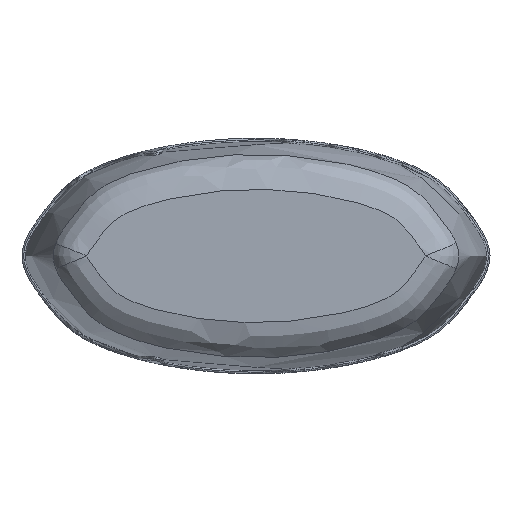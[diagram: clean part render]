
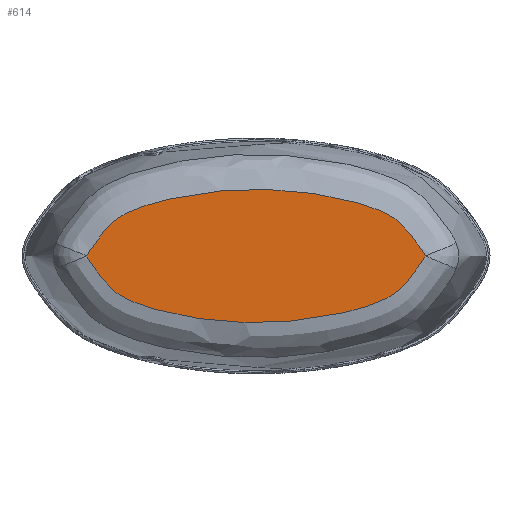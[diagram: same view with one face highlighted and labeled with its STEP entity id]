
A CAD part, front view. The second image highlights one B-rep face of the part: STEP entity #614.
In plain terms, the highlighted free-form (B-spline) face has degree [1, 1] with [2, 2] control points.
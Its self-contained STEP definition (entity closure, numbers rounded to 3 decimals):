
#614 = ADVANCED_FACE('',(#615),#699,.F.);
#615 = FACE_BOUND('',#616,.T.);
#616 = EDGE_LOOP('',(#617,#660));
#617 = ORIENTED_EDGE('',*,*,#618,.F.);
#618 = EDGE_CURVE('',#619,#621,#623,.T.);
#619 = VERTEX_POINT('',#620);
#620 = CARTESIAN_POINT('',(-22.921,0.058,
    0.));
#621 = VERTEX_POINT('',#622);
#622 = CARTESIAN_POINT('',(22.921,0.058,
    0.));
#623 = B_SPLINE_CURVE_WITH_KNOTS('',3,(#624,#625,#626,#627,#628,#629,
    #630,#631,#632,#633,#634,#635,#636,#637,#638,#639,#640,#641,#642,
    #643,#644,#645,#646,#647,#648,#649,#650,#651,#652,#653,#654,#655,
    #656,#657,#658,#659),.UNSPECIFIED.,.F.,.F.,(4,1,1,1,1,2,1,1,1,2,1,1,
    1,1,2,1,1,1,1,2,1,1,1,2,1,1,1,1,4),(0.011,
    0.026,0.042,0.072,
    0.133,0.255,0.366,0.433,
    0.522,0.61,0.707,0.804,
    0.998,1.386,2.162,2.937,
    3.325,3.518,3.615,3.712,
    3.801,3.89,3.957,4.068,
    4.19,4.251,4.281,4.297,
    4.312),.UNSPECIFIED.);
#624 = CARTESIAN_POINT('',(-22.921,0.058,
    0.));
#625 = CARTESIAN_POINT('',(-22.898,0.058,
    0.057));
#626 = CARTESIAN_POINT('',(-22.847,0.058,
    0.168));
#627 = CARTESIAN_POINT('',(-22.733,0.058,
    0.385));
#628 = CARTESIAN_POINT('',(-22.515,0.058,
    0.752));
#629 = CARTESIAN_POINT('',(-22.029,0.058,
    1.459));
#630 = CARTESIAN_POINT('',(-21.575,0.058,
    2.042));
#631 = CARTESIAN_POINT('',(-21.002,0.058,
    2.781));
#632 = CARTESIAN_POINT('',(-20.565,0.058,
    3.347));
#633 = CARTESIAN_POINT('',(-19.871,0.058,
    4.16));
#634 = CARTESIAN_POINT('',(-19.161,0.058,
    4.841));
#635 = CARTESIAN_POINT('',(-18.56,0.058,
    5.246));
#636 = CARTESIAN_POINT('',(-17.909,0.058,
    5.627));
#637 = CARTESIAN_POINT('',(-17.204,0.058,
    5.982));
#638 = CARTESIAN_POINT('',(-15.769,0.058,
    6.579));
#639 = CARTESIAN_POINT('',(-13.176,0.058,
    7.435));
#640 = CARTESIAN_POINT('',(-7.826,0.058,
    8.625));
#641 = CARTESIAN_POINT('',(-3.148,0.058,
    9.033));
#642 = CARTESIAN_POINT('',(3.142,0.058,
    9.035));
#643 = CARTESIAN_POINT('',(7.852,0.058,
    8.621));
#644 = CARTESIAN_POINT('',(13.177,0.058,
    7.435));
#645 = CARTESIAN_POINT('',(15.767,0.058,
    6.58));
#646 = CARTESIAN_POINT('',(17.203,0.058,
    5.983));
#647 = CARTESIAN_POINT('',(17.91,0.058,
    5.627));
#648 = CARTESIAN_POINT('',(18.561,0.058,
    5.246));
#649 = CARTESIAN_POINT('',(19.16,0.058,
    4.842));
#650 = CARTESIAN_POINT('',(19.87,0.058,
    4.161));
#651 = CARTESIAN_POINT('',(20.565,0.058,
    3.347));
#652 = CARTESIAN_POINT('',(21.002,0.058,
    2.782));
#653 = CARTESIAN_POINT('',(21.575,0.058,
    2.041));
#654 = CARTESIAN_POINT('',(22.028,0.058,
    1.46));
#655 = CARTESIAN_POINT('',(22.513,0.058,
    0.754));
#656 = CARTESIAN_POINT('',(22.733,0.058,
    0.385));
#657 = CARTESIAN_POINT('',(22.847,0.058,
    0.168));
#658 = CARTESIAN_POINT('',(22.898,0.058,
    0.057));
#659 = CARTESIAN_POINT('',(22.921,0.058,
    0.));
#660 = ORIENTED_EDGE('',*,*,#661,.F.);
#661 = EDGE_CURVE('',#621,#619,#662,.T.);
#662 = B_SPLINE_CURVE_WITH_KNOTS('',3,(#663,#664,#665,#666,#667,#668,
    #669,#670,#671,#672,#673,#674,#675,#676,#677,#678,#679,#680,#681,
    #682,#683,#684,#685,#686,#687,#688,#689,#690,#691,#692,#693,#694,
    #695,#696,#697,#698),.UNSPECIFIED.,.F.,.F.,(4,1,1,1,1,2,1,1,2,1,1,1,
    1,1,1,1,1,1,1,1,2,1,1,1,2,1,1,1,1,4),(0.02,
    0.048,0.077,0.133,0.245,
    0.47,0.799,0.922,1.127,
    1.307,1.487,1.846,2.564,
    3.462,3.821,4.,5.436,
    6.155,6.514,6.648,6.873,
    7.037,7.201,7.324,7.53,
    7.755,7.867,7.923,7.952,
    7.98),.UNSPECIFIED.);
#663 = CARTESIAN_POINT('',(22.921,0.058,
    0.));
#664 = CARTESIAN_POINT('',(22.898,0.058,
    -0.057));
#665 = CARTESIAN_POINT('',(22.847,0.058,
    -0.168));
#666 = CARTESIAN_POINT('',(22.733,0.058,
    -0.385));
#667 = CARTESIAN_POINT('',(22.513,0.058,
    -0.754));
#668 = CARTESIAN_POINT('',(22.027,0.058,
    -1.46));
#669 = CARTESIAN_POINT('',(21.576,0.058,
    -2.041));
#670 = CARTESIAN_POINT('',(20.836,0.058,
    -2.992));
#671 = CARTESIAN_POINT('',(20.242,0.058,
    -3.779));
#672 = CARTESIAN_POINT('',(19.224,0.058,
    -4.79));
#673 = CARTESIAN_POINT('',(18.635,0.058,
    -5.202));
#674 = CARTESIAN_POINT('',(17.912,0.058,
    -5.626));
#675 = CARTESIAN_POINT('',(17.213,0.058,
    -5.978));
#676 = CARTESIAN_POINT('',(15.767,0.058,
    -6.581));
#677 = CARTESIAN_POINT('',(13.17,0.058,
    -7.435));
#678 = CARTESIAN_POINT('',(8.97,0.058,
    -8.375));
#679 = CARTESIAN_POINT('',(4.688,0.058,
    -8.882));
#680 = CARTESIAN_POINT('',(1.564,0.058,
    -9.023));
#681 = CARTESIAN_POINT('',(-2.736,0.058,
    -9.067));
#682 = CARTESIAN_POINT('',(-7.822,0.058,
    -8.627));
#683 = CARTESIAN_POINT('',(-13.17,0.058,
    -7.437));
#684 = CARTESIAN_POINT('',(-15.675,0.058,
    -6.611));
#685 = CARTESIAN_POINT('',(-17.124,0.058,
    -6.018));
#686 = CARTESIAN_POINT('',(-17.827,0.058,
    -5.675));
#687 = CARTESIAN_POINT('',(-18.558,0.058,
    -5.247));
#688 = CARTESIAN_POINT('',(-19.154,0.058,
    -4.846));
#689 = CARTESIAN_POINT('',(-19.867,0.058,
    -4.165));
#690 = CARTESIAN_POINT('',(-20.564,0.058,
    -3.348));
#691 = CARTESIAN_POINT('',(-21.001,0.058,
    -2.782));
#692 = CARTESIAN_POINT('',(-21.575,0.058,
    -2.041));
#693 = CARTESIAN_POINT('',(-22.027,0.058,
    -1.461));
#694 = CARTESIAN_POINT('',(-22.513,0.058,
    -0.754));
#695 = CARTESIAN_POINT('',(-22.733,0.058,
    -0.385));
#696 = CARTESIAN_POINT('',(-22.847,0.058,
    -0.168));
#697 = CARTESIAN_POINT('',(-22.898,0.058,
    -0.057));
#698 = CARTESIAN_POINT('',(-22.921,0.058,
    0.));
#699 = B_SPLINE_SURFACE_WITH_KNOTS('',1,1,(
    (#700,#701)
    ,(#702,#703
    )),.UNSPECIFIED.,.F.,.F.,.F.,(2,2),(2,2),(-7.532,
    7.505),(-21.022,17.057),
  .PIECEWISE_BEZIER_KNOTS.);
#700 = CARTESIAN_POINT('',(-22.921,0.058,
    -9.067));
#701 = CARTESIAN_POINT('',(22.921,0.058,
    -9.067));
#702 = CARTESIAN_POINT('',(-22.921,0.058,
    9.035));
#703 = CARTESIAN_POINT('',(22.921,0.058,
    9.035));
